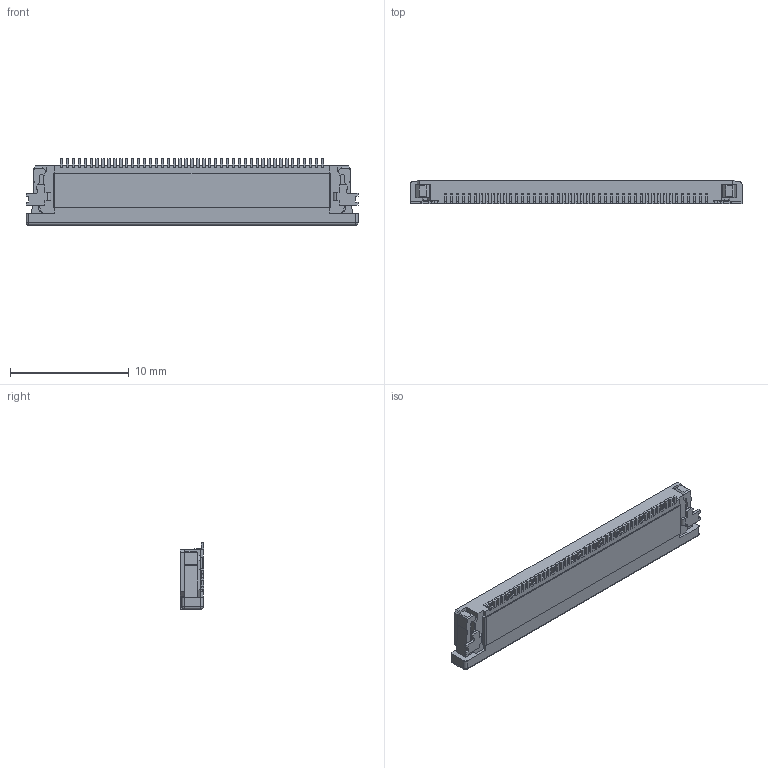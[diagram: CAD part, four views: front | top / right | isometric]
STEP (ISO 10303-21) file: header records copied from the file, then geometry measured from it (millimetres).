
FILE_DESCRIPTION (( 'STEP AP214' ), '1' );
FILE_NAME ('62684-452100AHLF.STEP', '2022-08-25T15:24:45', ( '' ), ( '' ), 'SwSTEP 2.0', 'SolidWorks 2017', '' );
FILE_SCHEMA (( 'AUTOMOTIVE_DESIGN' ));
Length unit declared in the file: millimetre
Products named in the file (3): 62684-21 body_45; pin^62684-21 ASS; 62684-452100AHLF
Assembly tree (46 placements, depth 2):
  62684-452100AHLF
    62684-21 body_45
    pin^62684-21 ASS  x45
Bounding box: 28 x 2 x 5.6 mm (x, y, z)
Volume: 199.1 mm3; surface area: 815.1 mm2
Topology: 49 solids, 49 shells, 613 faces, 1501 edges, 984 vertices
Faces by surface type: plane 586, cylinder 23, sphere 4
Entity records: 5590 total; most frequent: CARTESIAN_POINT 949, DIRECTION 925, ORIENTED_EDGE 882, EDGE_CURVE 441, VECTOR 397, LINE 397, VERTEX_POINT 280, AXIS2_PLACEMENT_3D 264
